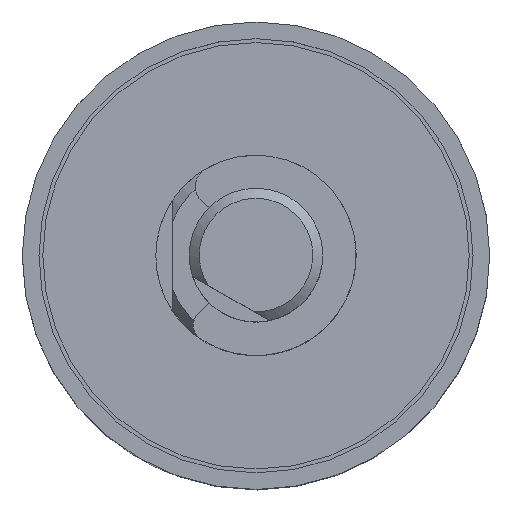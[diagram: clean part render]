
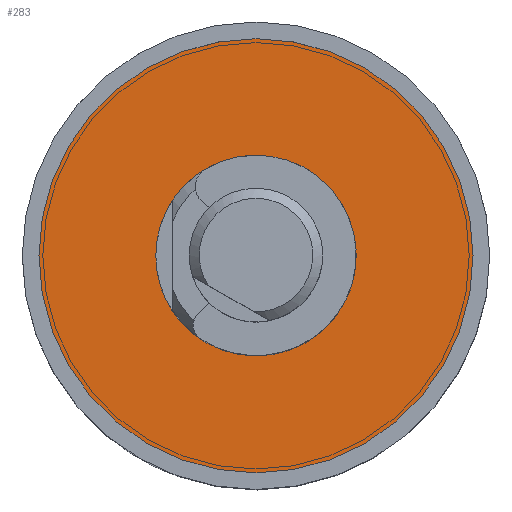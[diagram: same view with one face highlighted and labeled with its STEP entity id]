
A CAD part, top view. The second image highlights one B-rep face of the part: STEP entity #283.
In plain terms, the highlighted planar face has unit normal (0, 0, 1).
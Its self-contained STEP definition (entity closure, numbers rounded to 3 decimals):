
#283 = ADVANCED_FACE ( 'NONE', ( #7460, #5864 ), #8327, .T. ) ;
#478 = DIRECTION ( 'NONE',  ( 0., 0., 1. ) ) ;
#519 = DIRECTION ( 'NONE',  ( 1., 0., 0. ) ) ;
#1960 = CARTESIAN_POINT ( 'NONE',  ( 3., 0., 0.5 ) ) ;
#2964 = AXIS2_PLACEMENT_3D ( 'NONE', #5818, #5083, #8694 ) ;
#3167 = VERTEX_POINT ( 'NONE', #5570 ) ;
#3349 = ORIENTED_EDGE ( 'NONE', *, *, #7628, .T. ) ;
#3607 = VERTEX_POINT ( 'NONE', #7822 ) ;
#3739 = AXIS2_PLACEMENT_3D ( 'NONE', #8936, #8237, #3897 ) ;
#3897 = DIRECTION ( 'NONE',  ( -1., 0., 0. ) ) ;
#3952 = AXIS2_PLACEMENT_3D ( 'NONE', #1960, #478, #519 ) ;
#5083 = DIRECTION ( 'NONE',  ( 0., 0., 1. ) ) ;
#5098 = CIRCLE ( 'NONE', #3739, 3. ) ;
#5570 = CARTESIAN_POINT ( 'NONE',  ( 6.5, 0., 0.5 ) ) ;
#5657 = CIRCLE ( 'NONE', #2964, 6.5 ) ;
#5818 = CARTESIAN_POINT ( 'NONE',  ( 0., 0., 0.5 ) ) ;
#5864 = FACE_OUTER_BOUND ( 'NONE', #7712, .T. ) ;
#6919 = EDGE_CURVE ( 'NONE', #3607, #3607, #5098, .T. ) ;
#7460 = FACE_BOUND ( 'NONE', #9154, .T. ) ;
#7498 = ORIENTED_EDGE ( 'NONE', *, *, #6919, .T. ) ;
#7628 = EDGE_CURVE ( 'NONE', #3167, #3167, #5657, .T. ) ;
#7712 = EDGE_LOOP ( 'NONE', ( #3349 ) ) ;
#7822 = CARTESIAN_POINT ( 'NONE',  ( -3., 0., 0.5 ) ) ;
#8237 = DIRECTION ( 'NONE',  ( 0., 0., -1. ) ) ;
#8327 = PLANE ( 'NONE',  #3952 ) ;
#8694 = DIRECTION ( 'NONE',  ( 1., 0., 0. ) ) ;
#8936 = CARTESIAN_POINT ( 'NONE',  ( 0., 0., 0.5 ) ) ;
#9154 = EDGE_LOOP ( 'NONE', ( #7498 ) ) ;
